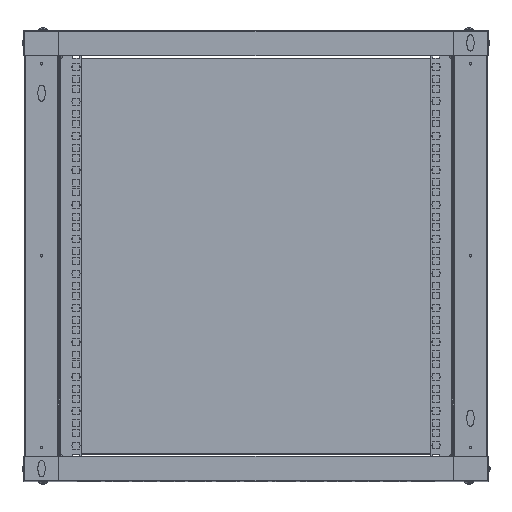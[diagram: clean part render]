
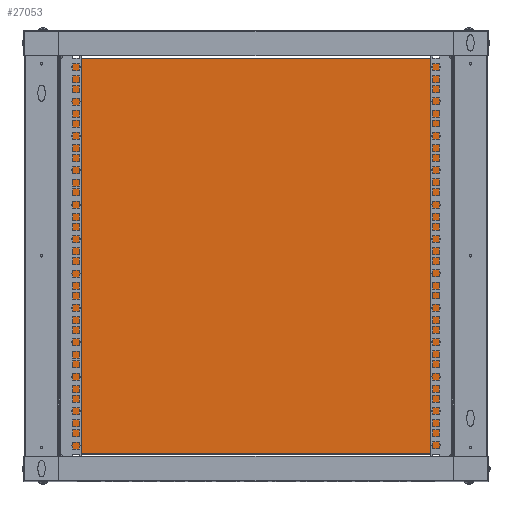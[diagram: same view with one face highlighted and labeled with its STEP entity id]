
A CAD part, top view. The second image highlights one B-rep face of the part: STEP entity #27053.
In plain terms, the highlighted face is planar.
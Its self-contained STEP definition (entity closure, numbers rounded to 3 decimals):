
#2116 = CARTESIAN_POINT ( 'NONE',  ( -294.6, 0., 0. ) ) ;
#3320 = ORIENTED_EDGE ( 'NONE', *, *, #22931, .T. ) ;
#8523 = DIRECTION ( 'NONE',  ( 1., 0., 0. ) ) ;
#8725 = CARTESIAN_POINT ( 'NONE',  ( 0., 255.1, 0. ) ) ;
#9180 = DIRECTION ( 'NONE',  ( -1., 0., 0. ) ) ;
#11479 = DIRECTION ( 'NONE',  ( 0., 1., 0. ) ) ;
#12770 = LINE ( 'NONE', #38204, #60318 ) ;
#12957 = ORIENTED_EDGE ( 'NONE', *, *, #43197, .F. ) ;
#13754 = LINE ( 'NONE', #8725, #58195 ) ;
#14087 = EDGE_CURVE ( 'NONE', #55286, #52218, #34687, .T. ) ;
#14520 = PLANE ( 'NONE',  #30974 ) ;
#14744 = DIRECTION ( 'NONE',  ( 0., 0., 1. ) ) ;
#15449 = VERTEX_POINT ( 'NONE', #16258 ) ;
#16258 = CARTESIAN_POINT ( 'NONE',  ( -294.6, -255.1, 0. ) ) ;
#18590 = DIRECTION ( 'NONE',  ( 0., 0., -1. ) ) ;
#20656 = ORIENTED_EDGE ( 'NONE', *, *, #62950, .T. ) ;
#21358 = AXIS2_PLACEMENT_3D ( 'NONE', #64311, #18590, #43720 ) ;
#21474 = CARTESIAN_POINT ( 'NONE',  ( 294.6, 255.1, 0. ) ) ;
#21501 = LINE ( 'NONE', #2116, #44190 ) ;
#22931 = EDGE_CURVE ( 'NONE', #58879, #58169, #59801, .T. ) ;
#23883 = CARTESIAN_POINT ( 'NONE',  ( 0., 0., 0. ) ) ;
#24961 = VERTEX_POINT ( 'NONE', #53377 ) ;
#25375 = CARTESIAN_POINT ( 'NONE',  ( -243., 0., 0. ) ) ;
#25599 = FACE_BOUND ( 'NONE', #26428, .T. ) ;
#26428 = EDGE_LOOP ( 'NONE', ( #27921, #12957 ) ) ;
#27053 = ADVANCED_FACE ( 'NONE', ( #57561, #25599 ), #14520, .F. ) ;
#27921 = ORIENTED_EDGE ( 'NONE', *, *, #14087, .F. ) ;
#29535 = DIRECTION ( 'NONE',  ( 1., 0., 0. ) ) ;
#30974 = AXIS2_PLACEMENT_3D ( 'NONE', #23883, #14744, #29535 ) ;
#31267 = AXIS2_PLACEMENT_3D ( 'NONE', #63788, #38987, #9180 ) ;
#33449 = ORIENTED_EDGE ( 'NONE', *, *, #36027, .T. ) ;
#34687 = CIRCLE ( 'NONE', #31267, 9.5 ) ;
#36027 = EDGE_CURVE ( 'NONE', #24961, #58879, #13754, .T. ) ;
#36462 = EDGE_CURVE ( 'NONE', #15449, #24961, #21501, .T. ) ;
#37264 = ORIENTED_EDGE ( 'NONE', *, *, #36462, .T. ) ;
#38204 = CARTESIAN_POINT ( 'NONE',  ( 0., -255.1, 0. ) ) ;
#38987 = DIRECTION ( 'NONE',  ( 0., 0., -1. ) ) ;
#41696 = EDGE_LOOP ( 'NONE', ( #3320, #20656, #37264, #33449 ) ) ;
#42186 = CIRCLE ( 'NONE', #21358, 9.5 ) ;
#42843 = CARTESIAN_POINT ( 'NONE',  ( 294.6, -255.1, 0. ) ) ;
#43197 = EDGE_CURVE ( 'NONE', #52218, #55286, #42186, .T. ) ;
#43720 = DIRECTION ( 'NONE',  ( -1., 0., 0. ) ) ;
#44190 = VECTOR ( 'NONE', #11479, 1000. ) ;
#48177 = VECTOR ( 'NONE', #64393, 1000. ) ;
#49419 = CARTESIAN_POINT ( 'NONE',  ( 294.6, 0., 0. ) ) ;
#52218 = VERTEX_POINT ( 'NONE', #25375 ) ;
#53377 = CARTESIAN_POINT ( 'NONE',  ( -294.6, 255.1, 0. ) ) ;
#55286 = VERTEX_POINT ( 'NONE', #57826 ) ;
#57561 = FACE_OUTER_BOUND ( 'NONE', #41696, .T. ) ;
#57826 = CARTESIAN_POINT ( 'NONE',  ( -262., 0., 0. ) ) ;
#58169 = VERTEX_POINT ( 'NONE', #42843 ) ;
#58195 = VECTOR ( 'NONE', #8523, 1000. ) ;
#58879 = VERTEX_POINT ( 'NONE', #21474 ) ;
#59801 = LINE ( 'NONE', #49419, #48177 ) ;
#60318 = VECTOR ( 'NONE', #63234, 1000. ) ;
#62950 = EDGE_CURVE ( 'NONE', #58169, #15449, #12770, .T. ) ;
#63234 = DIRECTION ( 'NONE',  ( -1., 0., 0. ) ) ;
#63788 = CARTESIAN_POINT ( 'NONE',  ( -252.5, 0., 0. ) ) ;
#64311 = CARTESIAN_POINT ( 'NONE',  ( -252.5, 0., 0. ) ) ;
#64393 = DIRECTION ( 'NONE',  ( 0., -1., 0. ) ) ;
